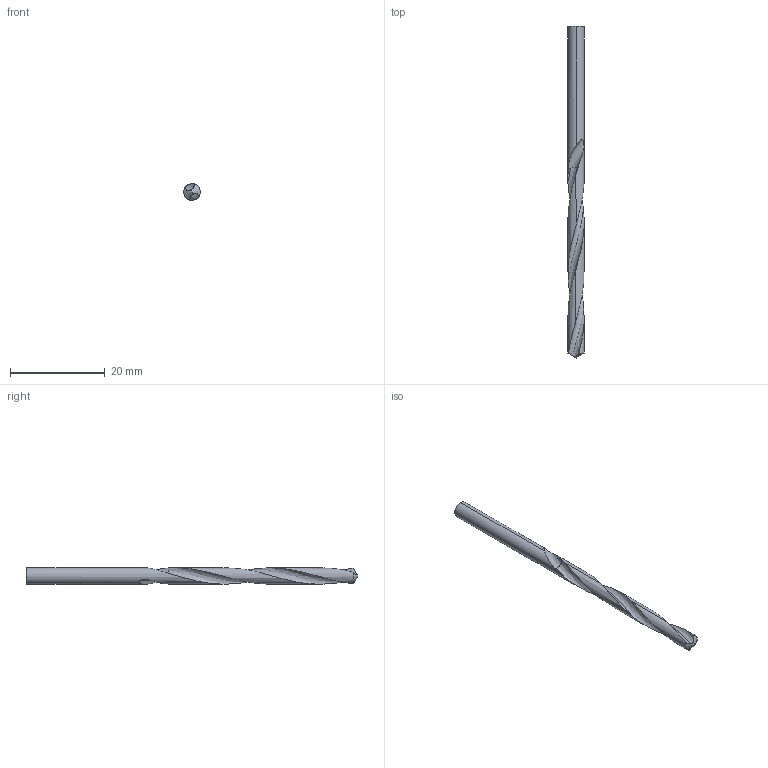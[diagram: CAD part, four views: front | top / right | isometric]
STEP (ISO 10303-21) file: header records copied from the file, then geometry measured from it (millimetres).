
FILE_DESCRIPTION (( 'STEP AP203' ), '1' );
FILE_NAME ('svrdlo3.5.STEP', '2024-11-26T09:55:49', ( '' ), ( '' ), 'SwSTEP 2.0', 'SolidWorks 2020', '' );
FILE_SCHEMA (( 'CONFIG_CONTROL_DESIGN' ));
Length unit declared in the file: millimetre
Products named in the file (1): svrdlo3.5
Bounding box: 3.5 x 70 x 3.5 mm (x, y, z)
Volume: 486 mm3; surface area: 813.1 mm2
Topology: 1 solids, 1 shells, 21 faces, 58 edges, 37 vertices
Faces by surface type: bspline 10, cylinder 6, cone 4, plane 1
Entity records: 3251 total; most frequent: CARTESIAN_POINT 2749, ORIENTED_EDGE 112, EDGE_CURVE 56, DIRECTION 54, VERTEX_POINT 37, B_SPLINE_CURVE_WITH_KNOTS 36, AXIS2_PLACEMENT_3D 22, FACE_OUTER_BOUND 21
